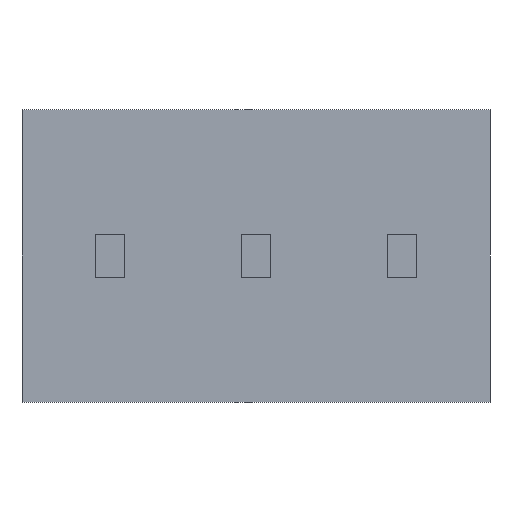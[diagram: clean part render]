
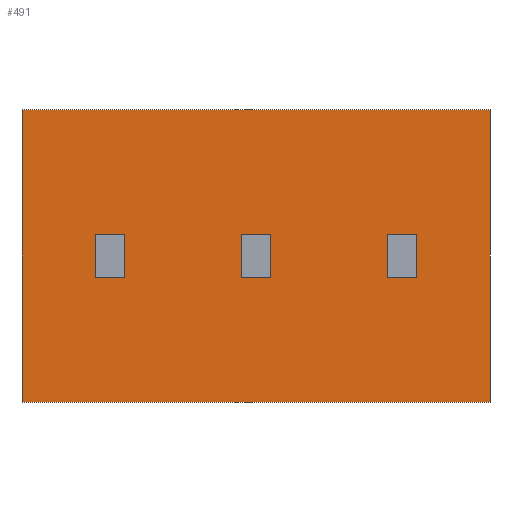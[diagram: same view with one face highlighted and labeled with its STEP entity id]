
A CAD part, front view. The second image highlights one B-rep face of the part: STEP entity #491.
In plain terms, the highlighted planar face has unit normal (0, -1, 0).
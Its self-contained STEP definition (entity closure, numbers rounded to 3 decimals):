
#32=PLANE('',#548);
#65=FACE_OUTER_BOUND('',#99,.T.);
#99=EDGE_LOOP('',(#391,#392,#393,#394));
#125=LINE('',#746,#178);
#129=LINE('',#754,#182);
#132=LINE('',#760,#185);
#135=LINE('',#765,#188);
#178=VECTOR('',#607,10.);
#182=VECTOR('',#613,10.);
#185=VECTOR('',#618,10.);
#188=VECTOR('',#623,10.);
#247=VERTEX_POINT('',#744);
#248=VERTEX_POINT('',#745);
#251=VERTEX_POINT('',#753);
#253=VERTEX_POINT('',#759);
#295=EDGE_CURVE('',#247,#248,#125,.T.);
#299=EDGE_CURVE('',#248,#251,#129,.T.);
#302=EDGE_CURVE('',#251,#253,#132,.T.);
#305=EDGE_CURVE('',#253,#247,#135,.T.);
#391=ORIENTED_EDGE('',*,*,#305,.T.);
#392=ORIENTED_EDGE('',*,*,#295,.T.);
#393=ORIENTED_EDGE('',*,*,#299,.T.);
#394=ORIENTED_EDGE('',*,*,#302,.T.);
#491=ADVANCED_FACE('',(#65),#32,.F.);
#548=AXIS2_PLACEMENT_3D('',#768,#627,#628);
#607=DIRECTION('',(0.,0.,1.));
#613=DIRECTION('',(-1.,0.,0.));
#618=DIRECTION('',(0.,0.,-1.));
#623=DIRECTION('',(1.,0.,0.));
#627=DIRECTION('center_axis',(0.,1.,0.));
#628=DIRECTION('ref_axis',(1.,0.,0.));
#744=CARTESIAN_POINT('',(4.065,0.,-2.54));
#745=CARTESIAN_POINT('',(4.065,0.,2.54));
#746=CARTESIAN_POINT('',(4.065,0.,-2.54));
#753=CARTESIAN_POINT('',(-4.065,0.,2.54));
#754=CARTESIAN_POINT('',(4.065,0.,2.54));
#759=CARTESIAN_POINT('',(-4.065,0.,-2.54));
#760=CARTESIAN_POINT('',(-4.065,0.,2.54));
#765=CARTESIAN_POINT('',(-4.065,0.,-2.54));
#768=CARTESIAN_POINT('Origin',(0.,0.,0.));
